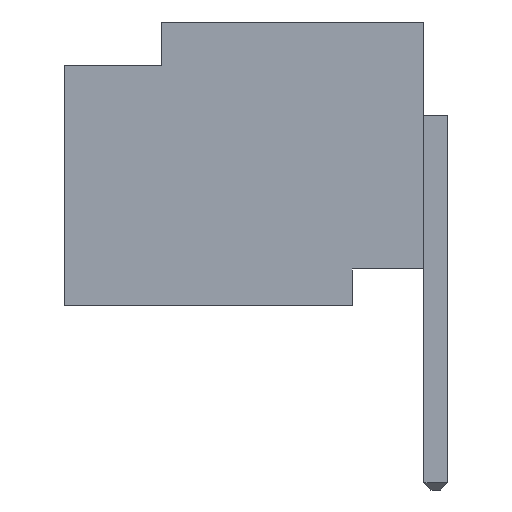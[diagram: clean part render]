
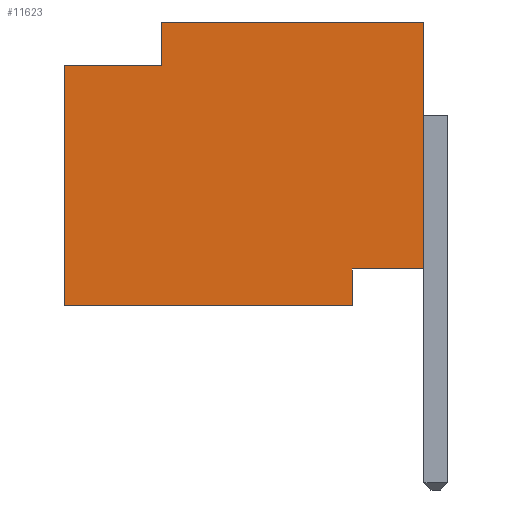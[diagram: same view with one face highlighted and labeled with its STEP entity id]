
A CAD part, left-side view. The second image highlights one B-rep face of the part: STEP entity #11623.
In plain terms, the highlighted planar face has unit normal (-1, 0, 0).
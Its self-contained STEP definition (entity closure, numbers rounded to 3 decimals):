
#662=ORIENTED_EDGE('',*,*,#2912,.T.);
#663=ORIENTED_EDGE('',*,*,#3002,.T.);
#664=ORIENTED_EDGE('',*,*,#3020,.T.);
#665=ORIENTED_EDGE('',*,*,#3021,.F.);
#666=ORIENTED_EDGE('',*,*,#2901,.F.);
#667=ORIENTED_EDGE('',*,*,#3013,.F.);
#668=ORIENTED_EDGE('',*,*,#3022,.F.);
#669=ORIENTED_EDGE('',*,*,#3023,.T.);
#2901=EDGE_CURVE('',#4085,#4086,#4837,.T.);
#2912=EDGE_CURVE('',#4096,#4095,#4848,.T.);
#3002=EDGE_CURVE('',#4095,#4181,#4938,.T.);
#3013=EDGE_CURVE('',#4189,#4085,#4949,.T.);
#3020=EDGE_CURVE('',#4181,#4194,#4956,.T.);
#3021=EDGE_CURVE('',#4086,#4194,#4957,.T.);
#3022=EDGE_CURVE('',#4195,#4189,#4958,.T.);
#3023=EDGE_CURVE('',#4195,#4096,#4959,.T.);
#4085=VERTEX_POINT('',#14839);
#4086=VERTEX_POINT('',#14841);
#4095=VERTEX_POINT('',#14862);
#4096=VERTEX_POINT('',#14864);
#4181=VERTEX_POINT('',#15041);
#4189=VERTEX_POINT('',#15063);
#4194=VERTEX_POINT('',#15078);
#4195=VERTEX_POINT('',#15081);
#4837=LINE('',#14840,#5757);
#4848=LINE('',#14863,#5768);
#4938=LINE('',#15042,#5858);
#4949=LINE('',#15064,#5869);
#4956=LINE('',#15077,#5876);
#4957=LINE('',#15079,#5877);
#4958=LINE('',#15080,#5878);
#4959=LINE('',#15082,#5879);
#5757=VECTOR('',#12830,1000.);
#5768=VECTOR('',#12845,1000.);
#5858=VECTOR('',#12941,1000.);
#5869=VECTOR('',#12958,1000.);
#5876=VECTOR('',#12969,1000.);
#5877=VECTOR('',#12970,1000.);
#5878=VECTOR('',#12971,1000.);
#5879=VECTOR('',#12972,1000.);
#6543=EDGE_LOOP('',(#662,#663,#664,#665,#666,#667,#668,#669));
#7093=FACE_BOUND('',#6543,.T.);
#7628=PLANE('',#12152);
#11623=ADVANCED_FACE('',(#7093),#7628,.T.);
#12152=AXIS2_PLACEMENT_3D('',#15076,#12967,#12968);
#12830=DIRECTION('',(0.,-1.,0.));
#12845=DIRECTION('',(0.,-1.,0.));
#12941=DIRECTION('',(0.,0.,1.));
#12958=DIRECTION('',(0.,0.,1.));
#12967=DIRECTION('',(-1.,0.,0.));
#12968=DIRECTION('',(0.,1.,0.));
#12969=DIRECTION('',(0.,-1.,0.));
#12970=DIRECTION('',(0.,0.,-1.));
#12971=DIRECTION('',(0.,-1.,0.));
#12972=DIRECTION('',(0.,0.,-1.));
#14839=CARTESIAN_POINT('',(-10.248,3.073,3.327));
#14840=CARTESIAN_POINT('',(-10.248,1.27,3.327));
#14841=CARTESIAN_POINT('',(-10.248,0.,3.327));
#14862=CARTESIAN_POINT('',(-10.248,0.838,0.));
#14863=CARTESIAN_POINT('',(-10.248,1.27,0.));
#14864=CARTESIAN_POINT('',(-10.248,4.216,0.));
#15041=CARTESIAN_POINT('',(-10.248,0.838,0.432));
#15042=CARTESIAN_POINT('',(-10.248,0.838,0.));
#15063=CARTESIAN_POINT('',(-10.248,3.073,2.819));
#15064=CARTESIAN_POINT('',(-10.248,3.073,2.819));
#15076=CARTESIAN_POINT('',(-10.248,1.27,3.327));
#15077=CARTESIAN_POINT('',(-10.248,0.838,0.432));
#15078=CARTESIAN_POINT('',(-10.248,0.,0.432));
#15079=CARTESIAN_POINT('',(-10.248,0.,3.327));
#15080=CARTESIAN_POINT('',(-10.248,4.216,2.819));
#15081=CARTESIAN_POINT('',(-10.248,4.216,2.819));
#15082=CARTESIAN_POINT('',(-10.248,4.216,3.327));
